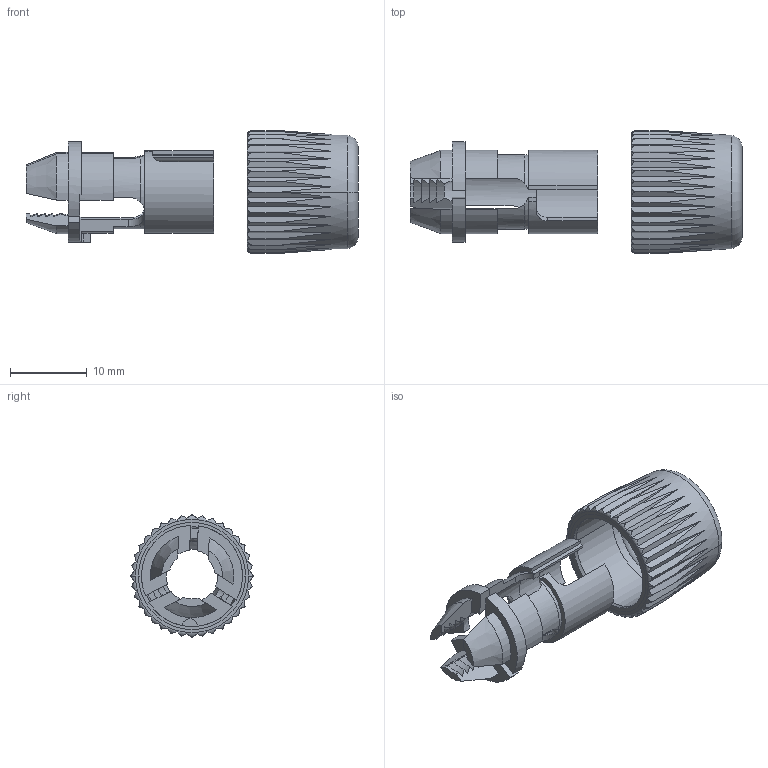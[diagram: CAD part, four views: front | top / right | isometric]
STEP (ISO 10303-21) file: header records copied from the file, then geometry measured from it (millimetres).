
FILE_DESCRIPTION((''),'2;1');
FILE_NAME('SR8_ASM','2019-06-18T09:39:30',('phk'),(''),'CREO PARAMETRIC BY PTC INC, 2018500','CREO PARAMETRIC BY PTC INC, 2018500','');
FILE_SCHEMA(('CONFIG_CONTROL_DESIGN'));
Length unit declared in the file: millimetre
Products named in the file (3): 91204681; 91204701; SR8_ASM
Assembly tree (2 placements, depth 2):
  SR8_ASM
    91204681
    91204701
Bounding box: 43.37 x 16 x 16 mm (x, y, z)
Volume: 1690.5 mm3; surface area: 3524.5 mm2
Topology: 2 solids, 3 shells, 229 faces, 647 edges, 424 vertices
Faces by surface type: plane 151, cylinder 41, cone 26, torus 11
Entity records: 8607 total; most frequent: CARTESIAN_POINT 2895, ORIENTED_EDGE 1290, DIRECTION 1036, EDGE_CURVE 647, VERTEX_POINT 424, AXIS2_PLACEMENT_3D 378, VECTOR 280, LINE 280
